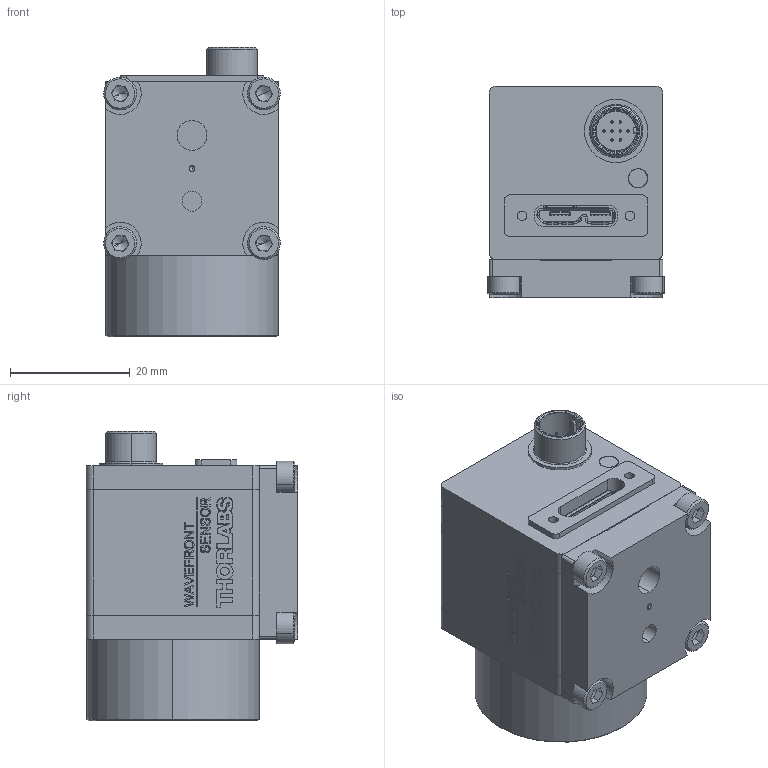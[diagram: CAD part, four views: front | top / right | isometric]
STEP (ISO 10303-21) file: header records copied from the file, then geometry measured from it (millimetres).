
FILE_DESCRIPTION (( 'STEP AP214' ), '1' );
FILE_NAME ('MTN008523-E0W.STEP', '2017-04-19T14:40:15', ( '' ), ( '' ), 'SwSTEP 2.0', 'SolidWorks 2016', '' );
FILE_SCHEMA (( 'AUTOMOTIVE_DESIGN' ));
Length unit declared in the file: millimetre
Products named in the file (1): MTN008523-E0W
Bounding box: 29.49 x 35.35 x 48.3 mm (x, y, z)
Surface area: 22906.3 mm2 (no closed solid volume)
Topology: 0 solids, 490 shells, 2630 faces, 8720 edges, 6727 vertices
Faces by surface type: plane 1902, cylinder 409, bspline 215, cone 78, torus 14, sphere 12
Entity records: 136391 total; most frequent: CARTESIAN_POINT 33297, ORIENTED_EDGE 14530, DIRECTION 13633, EDGE_CURVE 8708, VECTOR 6825, LINE 6825, VERTEX_POINT 6727, AXIS2_PLACEMENT_3D 3404
